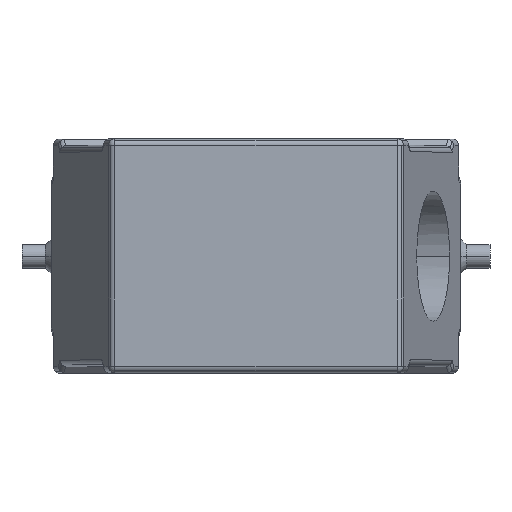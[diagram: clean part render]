
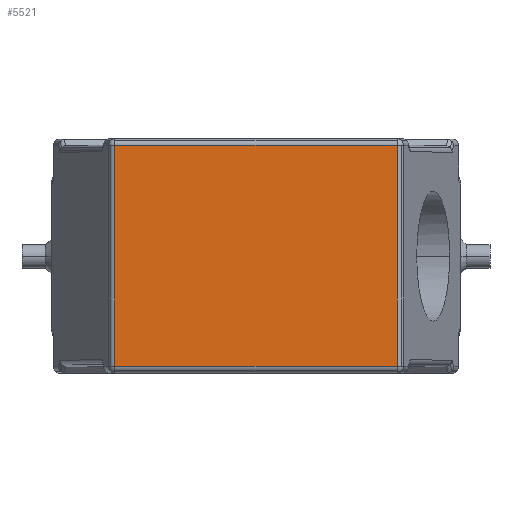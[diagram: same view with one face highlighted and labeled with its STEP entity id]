
A CAD part, top view. The second image highlights one B-rep face of the part: STEP entity #5521.
In plain terms, the highlighted planar face has unit normal (0, 0, 1).
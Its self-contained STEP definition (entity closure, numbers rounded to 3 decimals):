
#1043=CARTESIAN_POINT('',(21.727,17.0,64.5));
#1044=VERTEX_POINT('',#1043);
#1052=CARTESIAN_POINT('',(21.727,-17.0,64.5));
#1053=VERTEX_POINT('',#1052);
#1054=CARTESIAN_POINT('',(21.727,17.0,64.5));
#1055=DIRECTION('',(0.0,-1.0,0.0));
#1056=VECTOR('',#1055,34.0);
#1057=LINE('',#1054,#1056);
#1058=EDGE_CURVE('',#1044,#1053,#1057,.T.);
#4803=CARTESIAN_POINT('',(-21.727,-17.0,64.5));
#4804=VERTEX_POINT('',#4803);
#4871=CARTESIAN_POINT('',(-21.727,17.0,64.5));
#4872=VERTEX_POINT('',#4871);
#4940=CARTESIAN_POINT('',(-21.727,17.0,64.5));
#4941=DIRECTION('',(1.0,0.0,0.0));
#4942=VECTOR('',#4941,43.455);
#4943=LINE('',#4940,#4942);
#4944=EDGE_CURVE('',#4872,#1044,#4943,.T.);
#4999=CARTESIAN_POINT('',(-21.727,-17.0,64.5));
#5000=DIRECTION('',(0.0,1.0,0.0));
#5001=VECTOR('',#5000,34.0);
#5002=LINE('',#4999,#5001);
#5003=EDGE_CURVE('',#4804,#4872,#5002,.T.);
#5028=CARTESIAN_POINT('',(21.727,-17.0,64.5));
#5029=DIRECTION('',(-1.0,0.0,0.0));
#5030=VECTOR('',#5029,43.455);
#5031=LINE('',#5028,#5030);
#5032=EDGE_CURVE('',#1053,#4804,#5031,.T.);
#5510=CARTESIAN_POINT('',(22.5,0.0,64.5));
#5511=DIRECTION('',(0.0,0.0,1.0));
#5512=DIRECTION('',(1.0,0.0,0.0));
#5513=AXIS2_PLACEMENT_3D('',#5510,#5511,#5512);
#5514=PLANE('',#5513);
#5515=ORIENTED_EDGE('',*,*,#4944,.F.);
#5516=ORIENTED_EDGE('',*,*,#5003,.F.);
#5517=ORIENTED_EDGE('',*,*,#5032,.F.);
#5518=ORIENTED_EDGE('',*,*,#1058,.F.);
#5519=EDGE_LOOP('',(#5515,#5516,#5517,#5518));
#5520=FACE_OUTER_BOUND('',#5519,.T.);
#5521=ADVANCED_FACE('',(#5520),#5514,.T.);
